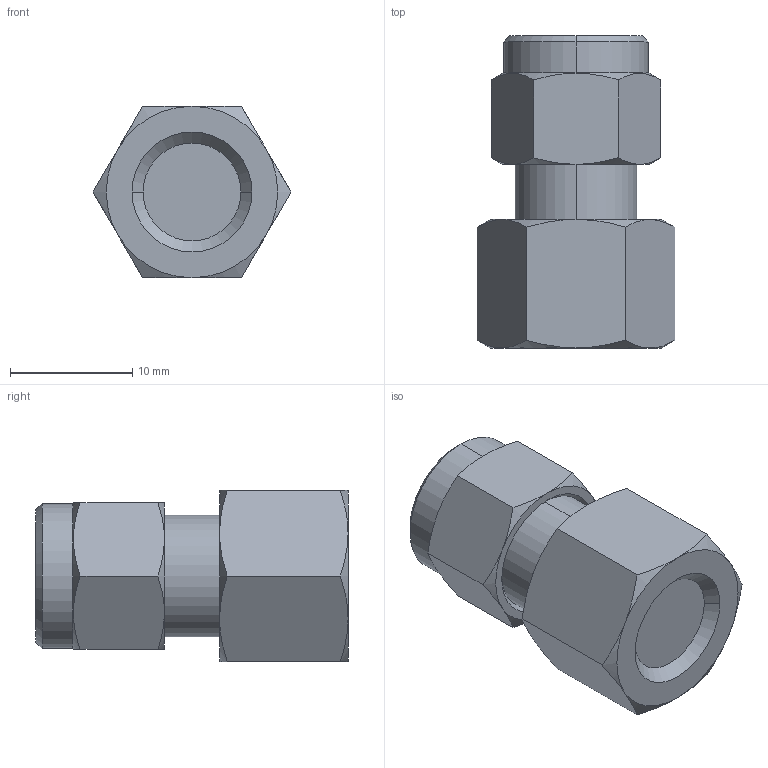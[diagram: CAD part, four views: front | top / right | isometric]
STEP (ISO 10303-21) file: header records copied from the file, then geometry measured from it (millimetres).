
FILE_DESCRIPTION (( 'STEP AP214' ), '1' );
FILE_NAME ('1050000003.step', '2013-02-25T17:17:08', ( '' ), ( '' ), 'SwSTEP 2.0', 'SolidWorks 2012', '' );
FILE_SCHEMA (( 'AUTOMOTIVE_DESIGN' ));
Length unit declared in the file: millimetre
Products named in the file (1): 1050000003
Bounding box: 16.17 x 25.5 x 14 mm (x, y, z)
Volume: 3276.1 mm3; surface area: 1518.6 mm2
Topology: 1 solids, 1 shells, 52 faces, 112 edges, 66 vertices
Faces by surface type: cone 28, plane 18, cylinder 6
Entity records: 2158 total; most frequent: CARTESIAN_POINT 483, ORIENTED_EDGE 224, DIRECTION 214, EDGE_CURVE 112, AXIS2_PLACEMENT_3D 93, VERTEX_POINT 66, EDGE_LOOP 56, UNCERTAINTY_MEASURE_WITH_UNIT 55
